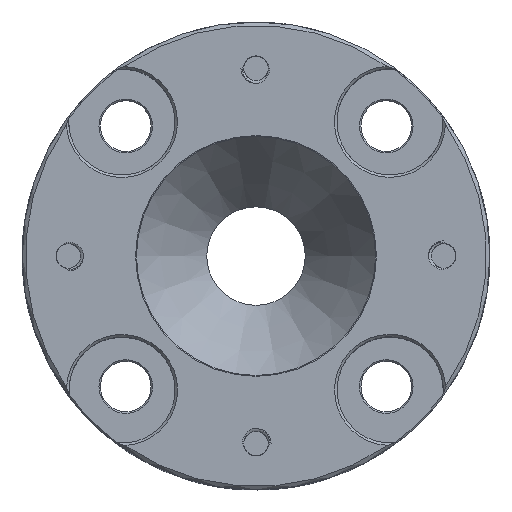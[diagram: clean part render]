
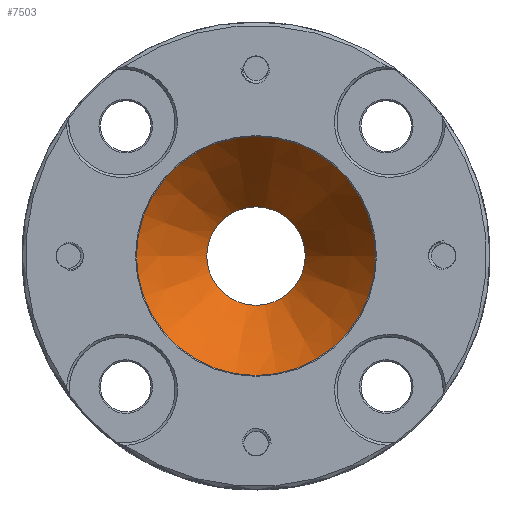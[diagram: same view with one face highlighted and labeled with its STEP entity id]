
A CAD part, top view. The second image highlights one B-rep face of the part: STEP entity #7503.
In plain terms, the highlighted conical face has half-angle 34.371 degrees and reference radius 12.3 mm.
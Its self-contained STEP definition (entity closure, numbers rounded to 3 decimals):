
#134=CONICAL_SURFACE('',#7969,12.3,0.6);
#723=FACE_OUTER_BOUND('',#1153,.T.);
#1153=EDGE_LOOP('',(#6867,#6868,#6869,#6870,#6871));
#1262=CIRCLE('',#7967,12.272);
#1263=CIRCLE('',#7968,12.272);
#1264=CIRCLE('',#7970,5.05);
#2239=LINE('',#27685,#2570);
#2570=VECTOR('',#9207,12.3);
#3343=VERTEX_POINT('',#27678);
#3344=VERTEX_POINT('',#27680);
#3345=VERTEX_POINT('',#27684);
#4518=EDGE_CURVE('',#3343,#3344,#1262,.T.);
#4519=EDGE_CURVE('',#3344,#3343,#1263,.T.);
#4520=EDGE_CURVE('',#3344,#3345,#2239,.T.);
#4521=EDGE_CURVE('',#3345,#3345,#1264,.T.);
#6867=ORIENTED_EDGE('',*,*,#4518,.F.);
#6868=ORIENTED_EDGE('',*,*,#4519,.F.);
#6869=ORIENTED_EDGE('',*,*,#4520,.T.);
#6870=ORIENTED_EDGE('',*,*,#4521,.F.);
#6871=ORIENTED_EDGE('',*,*,#4520,.F.);
#7503=ADVANCED_FACE('',(#723),#134,.F.);
#7967=AXIS2_PLACEMENT_3D('',#27681,#9201,#9202);
#7968=AXIS2_PLACEMENT_3D('',#27682,#9203,#9204);
#7969=AXIS2_PLACEMENT_3D('',#27683,#9205,#9206);
#7970=AXIS2_PLACEMENT_3D('',#27686,#9208,#9209);
#9201=DIRECTION('center_axis',(0.,0.,-1.));
#9202=DIRECTION('ref_axis',(1.,0.,0.));
#9203=DIRECTION('center_axis',(0.,0.,-1.));
#9204=DIRECTION('ref_axis',(1.,0.,0.));
#9205=DIRECTION('center_axis',(0.,0.,1.));
#9206=DIRECTION('ref_axis',(-1.,0.,0.));
#9207=DIRECTION('',(-0.565,0.,-0.825));
#9208=DIRECTION('center_axis',(0.,0.,1.));
#9209=DIRECTION('ref_axis',(-1.,0.,0.));
#27678=CARTESIAN_POINT('',(-12.272,0.,25.959));
#27680=CARTESIAN_POINT('',(12.272,0.,25.959));
#27681=CARTESIAN_POINT('Origin',(0.,0.,25.959));
#27682=CARTESIAN_POINT('Origin',(0.,0.,25.959));
#27683=CARTESIAN_POINT('Origin',(0.,0.,26.));
#27684=CARTESIAN_POINT('',(5.05,0.,15.4));
#27685=CARTESIAN_POINT('',(12.3,0.,26.));
#27686=CARTESIAN_POINT('Origin',(0.,0.,15.4));
